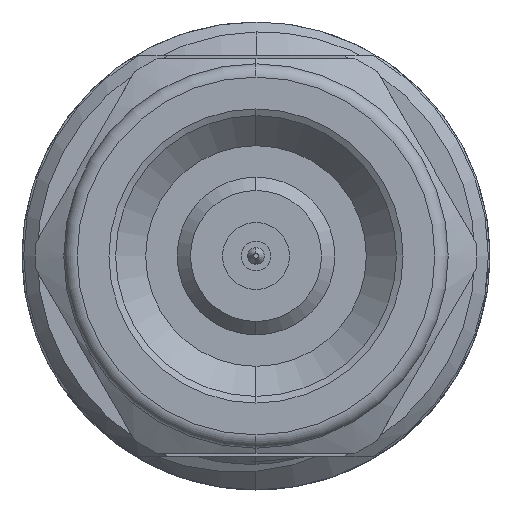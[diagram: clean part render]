
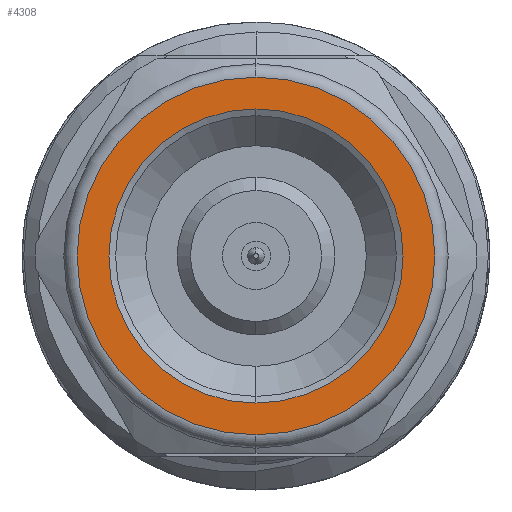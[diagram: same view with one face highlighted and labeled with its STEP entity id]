
A CAD part, left-side view. The second image highlights one B-rep face of the part: STEP entity #4308.
In plain terms, the highlighted planar face has unit normal (-1, 0, 0).
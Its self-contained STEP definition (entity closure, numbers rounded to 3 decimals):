
#40 = CARTESIAN_POINT ( 'NONE',  ( -1.55, 0., -2.675 ) ) ;
#51 = DIRECTION ( 'NONE',  ( -1., 0., 0. ) ) ;
#77 = AXIS2_PLACEMENT_3D ( 'NONE', #4131, #4330, #2442 ) ;
#91 = CARTESIAN_POINT ( 'NONE',  ( -1.55, 0., 2.675 ) ) ;
#216 = DIRECTION ( 'NONE',  ( 0., 0., 1. ) ) ;
#345 = VERTEX_POINT ( 'NONE', #4647 ) ;
#417 = EDGE_LOOP ( 'NONE', ( #2353, #3012 ) ) ;
#450 = VERTEX_POINT ( 'NONE', #40 ) ;
#514 = CIRCLE ( 'NONE', #2630, 2.675 ) ;
#780 = FACE_BOUND ( 'NONE', #417, .T. ) ;
#810 = VERTEX_POINT ( 'NONE', #91 ) ;
#819 = EDGE_CURVE ( 'NONE', #810, #450, #514, .T. ) ;
#837 = CIRCLE ( 'NONE', #2054, 2.2 ) ;
#1648 = ORIENTED_EDGE ( 'NONE', *, *, #819, .T. ) ;
#1733 = CARTESIAN_POINT ( 'NONE',  ( -1.55, 0., 2.2 ) ) ;
#2054 = AXIS2_PLACEMENT_3D ( 'NONE', #2365, #2725, #2420 ) ;
#2353 = ORIENTED_EDGE ( 'NONE', *, *, #4322, .T. ) ;
#2365 = CARTESIAN_POINT ( 'NONE',  ( -1.55, 0., 0. ) ) ;
#2420 = DIRECTION ( 'NONE',  ( 0., 0., 1. ) ) ;
#2442 = DIRECTION ( 'NONE',  ( 0., 0., 1. ) ) ;
#2478 = AXIS2_PLACEMENT_3D ( 'NONE', #4469, #2741, #2718 ) ;
#2630 = AXIS2_PLACEMENT_3D ( 'NONE', #3683, #51, #4414 ) ;
#2718 = DIRECTION ( 'NONE',  ( 0., 0., 1. ) ) ;
#2725 = DIRECTION ( 'NONE',  ( 1., 0., 0. ) ) ;
#2741 = DIRECTION ( 'NONE',  ( -1., 0., 0. ) ) ;
#3012 = ORIENTED_EDGE ( 'NONE', *, *, #3103, .T. ) ;
#3023 = PLANE ( 'NONE',  #77 ) ;
#3032 = ORIENTED_EDGE ( 'NONE', *, *, #3528, .T. ) ;
#3057 = CIRCLE ( 'NONE', #4505, 2.2 ) ;
#3103 = EDGE_CURVE ( 'NONE', #345, #4489, #3057, .T. ) ;
#3457 = DIRECTION ( 'NONE',  ( 1., 0., 0. ) ) ;
#3528 = EDGE_CURVE ( 'NONE', #450, #810, #4434, .T. ) ;
#3683 = CARTESIAN_POINT ( 'NONE',  ( -1.55, 0., 0. ) ) ;
#4042 = FACE_OUTER_BOUND ( 'NONE', #4366, .T. ) ;
#4131 = CARTESIAN_POINT ( 'NONE',  ( -1.55, 0., 0. ) ) ;
#4132 = CARTESIAN_POINT ( 'NONE',  ( -1.55, 0., 0. ) ) ;
#4308 = ADVANCED_FACE ( 'NONE', ( #4042, #780 ), #3023, .T. ) ;
#4322 = EDGE_CURVE ( 'NONE', #4489, #345, #837, .T. ) ;
#4330 = DIRECTION ( 'NONE',  ( -1., 0., 0. ) ) ;
#4366 = EDGE_LOOP ( 'NONE', ( #1648, #3032 ) ) ;
#4414 = DIRECTION ( 'NONE',  ( 0., 0., 1. ) ) ;
#4434 = CIRCLE ( 'NONE', #2478, 2.675 ) ;
#4469 = CARTESIAN_POINT ( 'NONE',  ( -1.55, 0., 0. ) ) ;
#4489 = VERTEX_POINT ( 'NONE', #1733 ) ;
#4505 = AXIS2_PLACEMENT_3D ( 'NONE', #4132, #3457, #216 ) ;
#4647 = CARTESIAN_POINT ( 'NONE',  ( -1.55, 0., -2.2 ) ) ;
